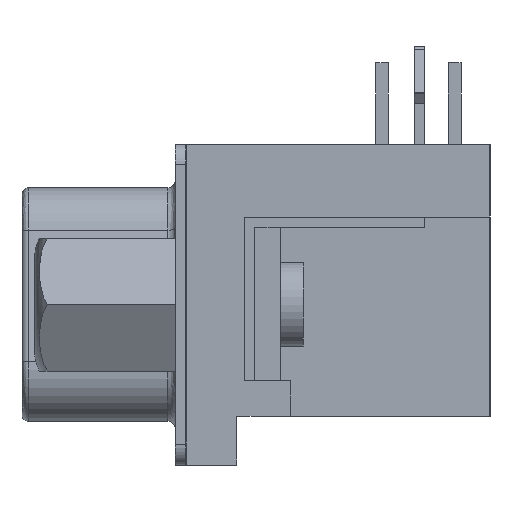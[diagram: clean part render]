
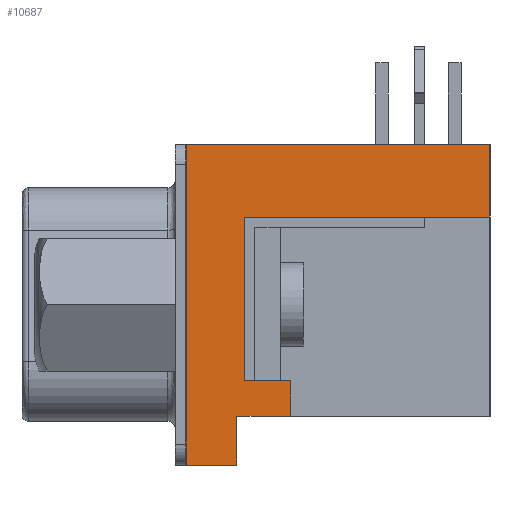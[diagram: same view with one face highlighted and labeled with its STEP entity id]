
A CAD part, left-side view. The second image highlights one B-rep face of the part: STEP entity #10687.
In plain terms, the highlighted planar face has unit normal (-1, 0, 0).
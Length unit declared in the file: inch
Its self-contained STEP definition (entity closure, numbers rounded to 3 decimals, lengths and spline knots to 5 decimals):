
#3 = EDGE_CURVE ( 'NONE', #87, #10704, #282, .T. ) ;
#18 = ORIENTED_EDGE ( 'NONE', *, *, #90, .F. ) ;
#33 = ORIENTED_EDGE ( 'NONE', *, *, #3, .T. ) ;
#37 = VERTEX_POINT ( 'NONE', #292 ) ;
#38 = EDGE_CURVE ( 'NONE', #10720, #37, #294, .T. ) ;
#81 = ORIENTED_EDGE ( 'NONE', *, *, #84, .T. ) ;
#84 = EDGE_CURVE ( 'NONE', #88, #87, #409, .T. ) ;
#87 = VERTEX_POINT ( 'NONE', #399 ) ;
#88 = VERTEX_POINT ( 'NONE', #410 ) ;
#90 = EDGE_CURVE ( 'NONE', #88, #37, #393, .T. ) ;
#279 = DIRECTION ( 'NONE',  ( 0., 1., 0. ) ) ;
#280 = VECTOR ( 'NONE', #279, 39.37008 ) ;
#281 = CARTESIAN_POINT ( 'NONE',  ( -1.04409, 0., -0.11713 ) ) ;
#282 = LINE ( 'NONE', #281, #280 ) ;
#292 = CARTESIAN_POINT ( 'NONE',  ( -1.04409, -0.07874, -0.17224 ) ) ;
#294 = LINE ( 'NONE', #345, #344 ) ;
#342 = DIRECTION ( 'NONE',  ( 0., 0., 1. ) ) ;
#344 = VECTOR ( 'NONE', #342, 39.37008 ) ;
#345 = CARTESIAN_POINT ( 'NONE',  ( -1.04409, -0.07874, -0.21555 ) ) ;
#390 = DIRECTION ( 'NONE',  ( 0., 1., 0. ) ) ;
#391 = VECTOR ( 'NONE', #390, 39.37008 ) ;
#392 = CARTESIAN_POINT ( 'NONE',  ( -1.04409, -0.4685, -0.17224 ) ) ;
#393 = LINE ( 'NONE', #392, #391 ) ;
#399 = CARTESIAN_POINT ( 'NONE',  ( -1.04409, -0.16142, -0.11713 ) ) ;
#405 = DIRECTION ( 'NONE',  ( 0., 0., 1. ) ) ;
#406 = VECTOR ( 'NONE', #405, 39.37008 ) ;
#407 = CARTESIAN_POINT ( 'NONE',  ( -1.04409, -0.16142, -0.21555 ) ) ;
#409 = LINE ( 'NONE', #407, #406 ) ;
#410 = CARTESIAN_POINT ( 'NONE',  ( -1.04409, -0.16142, -0.17224 ) ) ;
#6161 = VERTEX_POINT ( 'NONE', #18192 ) ;
#6166 = EDGE_CURVE ( 'NONE', #21702, #6161, #18187, .T. ) ;
#9127 = CARTESIAN_POINT ( 'NONE',  ( -1.04409, -0.00079, 0.24705 ) ) ;
#10559 = VERTEX_POINT ( 'NONE', #14810 ) ;
#10680 = ORIENTED_EDGE ( 'NONE', *, *, #18598, .F. ) ;
#10687 = ADVANCED_FACE ( 'NONE', ( #15110 ), #15135, .T. ) ;
#10688 = ORIENTED_EDGE ( 'NONE', *, *, #10744, .T. ) ;
#10690 = EDGE_LOOP ( 'NONE', ( #10705, #10688, #10711, #10680, #10714, #11056, #11051, #18, #81, #33 ) ) ;
#10693 = EDGE_CURVE ( 'NONE', #10704, #10698, #15133, .T. ) ;
#10698 = VERTEX_POINT ( 'NONE', #15065 ) ;
#10699 = EDGE_CURVE ( 'NONE', #6161, #10720, #15119, .T. ) ;
#10704 = VERTEX_POINT ( 'NONE', #15124 ) ;
#10705 = ORIENTED_EDGE ( 'NONE', *, *, #10693, .T. ) ;
#10711 = ORIENTED_EDGE ( 'NONE', *, *, #15321, .F. ) ;
#10714 = ORIENTED_EDGE ( 'NONE', *, *, #6166, .T. ) ;
#10720 = VERTEX_POINT ( 'NONE', #15175 ) ;
#10738 = VERTEX_POINT ( 'NONE', #15245 ) ;
#10744 = EDGE_CURVE ( 'NONE', #10698, #10738, #15234, .T. ) ;
#11051 = ORIENTED_EDGE ( 'NONE', *, *, #38, .T. ) ;
#11056 = ORIENTED_EDGE ( 'NONE', *, *, #10699, .T. ) ;
#14810 = CARTESIAN_POINT ( 'NONE',  ( -1.04409, -0.4685, 0.24705 ) ) ;
#15065 = CARTESIAN_POINT ( 'NONE',  ( -1.04409, -0.09055, 0.13484 ) ) ;
#15100 = DIRECTION ( 'NONE',  ( -1., 0., 0. ) ) ;
#15104 = CARTESIAN_POINT ( 'NONE',  ( -1.04409, 0., -0.21555 ) ) ;
#15108 = AXIS2_PLACEMENT_3D ( 'NONE', #15104, #15100, #15130 ) ;
#15110 = FACE_OUTER_BOUND ( 'NONE', #10690, .T. ) ;
#15117 = VECTOR ( 'NONE', #15180, 39.37008 ) ;
#15118 = CARTESIAN_POINT ( 'NONE',  ( -1.04409, 0., -0.24705 ) ) ;
#15119 = LINE ( 'NONE', #15118, #15117 ) ;
#15124 = CARTESIAN_POINT ( 'NONE',  ( -1.04409, -0.09055, -0.11713 ) ) ;
#15127 = DIRECTION ( 'NONE',  ( 0., 0., 1. ) ) ;
#15128 = VECTOR ( 'NONE', #15127, 39.37008 ) ;
#15129 = CARTESIAN_POINT ( 'NONE',  ( -1.04409, -0.09055, -0.21555 ) ) ;
#15130 = DIRECTION ( 'NONE',  ( 0., 0., 1. ) ) ;
#15133 = LINE ( 'NONE', #15129, #15128 ) ;
#15135 = PLANE ( 'NONE',  #15108 ) ;
#15175 = CARTESIAN_POINT ( 'NONE',  ( -1.04409, -0.07874, -0.24705 ) ) ;
#15180 = DIRECTION ( 'NONE',  ( 0., -1., 0. ) ) ;
#15229 = CARTESIAN_POINT ( 'NONE',  ( -1.04409, -0.4685, 0.13484 ) ) ;
#15234 = LINE ( 'NONE', #15229, #15284 ) ;
#15245 = CARTESIAN_POINT ( 'NONE',  ( -1.04409, -0.4685, 0.13484 ) ) ;
#15283 = DIRECTION ( 'NONE',  ( 0., -1., 0. ) ) ;
#15284 = VECTOR ( 'NONE', #15283, 39.37008 ) ;
#15321 = EDGE_CURVE ( 'NONE', #10559, #10738, #16796, .T. ) ;
#16791 = DIRECTION ( 'NONE',  ( 0., 0., -1. ) ) ;
#16792 = VECTOR ( 'NONE', #16791, 39.37008 ) ;
#16793 = CARTESIAN_POINT ( 'NONE',  ( -1.04409, -0.4685, 0.24705 ) ) ;
#16796 = LINE ( 'NONE', #16793, #16792 ) ;
#17117 = LINE ( 'NONE', #17172, #17171 ) ;
#17170 = DIRECTION ( 'NONE',  ( 0., -1., 0. ) ) ;
#17171 = VECTOR ( 'NONE', #17170, 39.37008 ) ;
#17172 = CARTESIAN_POINT ( 'NONE',  ( -1.04409, 0., 0.24705 ) ) ;
#18184 = DIRECTION ( 'NONE',  ( 0., 0., -1. ) ) ;
#18185 = VECTOR ( 'NONE', #18184, 39.37008 ) ;
#18186 = CARTESIAN_POINT ( 'NONE',  ( -1.04409, -0.00079, -0.21555 ) ) ;
#18187 = LINE ( 'NONE', #18186, #18185 ) ;
#18192 = CARTESIAN_POINT ( 'NONE',  ( -1.04409, -0.00079, -0.24705 ) ) ;
#18598 = EDGE_CURVE ( 'NONE', #21702, #10559, #17117, .T. ) ;
#21702 = VERTEX_POINT ( 'NONE', #9127 ) ;
